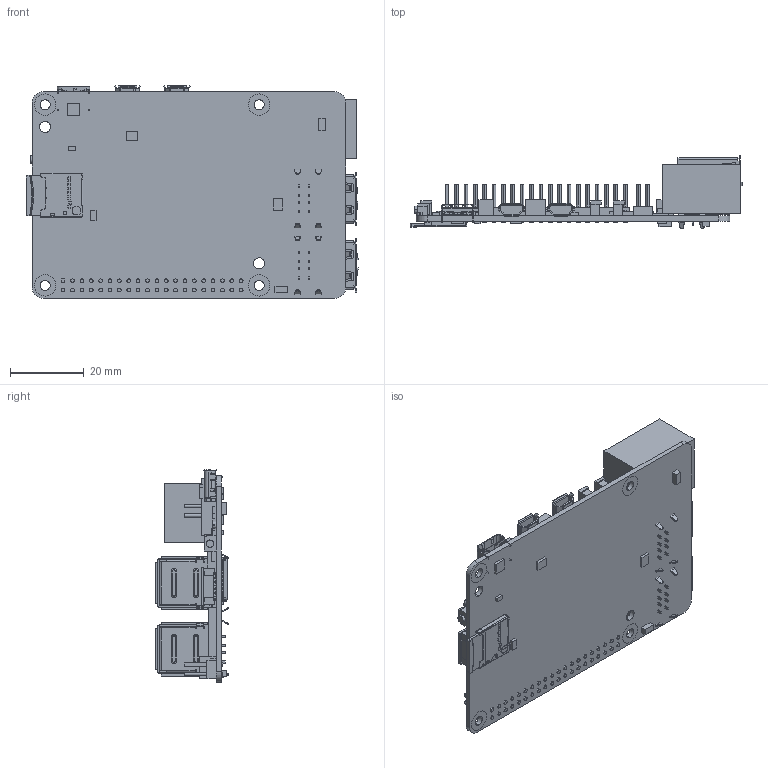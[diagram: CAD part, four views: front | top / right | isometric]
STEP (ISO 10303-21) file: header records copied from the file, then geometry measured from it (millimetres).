
FILE_DESCRIPTION (( 'STEP AP203' ), '1' );
FILE_NAME ('RP-004882-DD - Pi 5 Mechanical Reference 3D model Iss1.STEP', '2023-09-06T12:56:13', ( '' ), ( '' ), 'SwSTEP 2.0', 'SolidWorks 2021', '' );
FILE_SCHEMA (( 'CONFIG_CONTROL_DESIGN' ));
Length unit declared in the file: millimetre
Products named in the file (16): CAM-DISP for REF; PCB_for REF 060923; PoE Header for REF; USB for REF; PCIe for REF; SWITCH for REF; FAN Header for REF; GPIO Header for REF; RJ45 for REF; USB-C for REF; UART for REF; BAT Header for REF; Micro HDMI for REF; SD CARD for REF; RP-004882-DD - Pi 5 Mechanical Reference 3D model Iss1; LED for REF
Assembly tree (18 placements, depth 2):
  RP-004882-DD - Pi 5 Mechanical Reference 3D model Iss1
    PCB_for REF 060923
    GPIO Header for REF
    Micro HDMI for REF  x2
    SD CARD for REF
    USB-C for REF
    RJ45 for REF
    USB for REF  x2
    PCIe for REF
    CAM-DISP for REF  x2
    LED for REF
    BAT Header for REF
    PoE Header for REF
    FAN Header for REF
    SWITCH for REF
    UART for REF
Bounding box: 90 x 19.79 x 57.66 mm (x, y, z)
Volume: 18039.6 mm3; surface area: 25071 mm2
Topology: 47 solids, 47 shells, 2924 faces, 7917 edges, 5215 vertices
Faces by surface type: plane 2051, cylinder 850, bspline 15, torus 8
Entity records: 71490 total; most frequent: CARTESIAN_POINT 13023, ORIENTED_EDGE 11978, DIRECTION 11482, EDGE_CURVE 5989, LINE 4618, VECTOR 4618, VERTEX_POINT 3953, AXIS2_PLACEMENT_3D 3432
